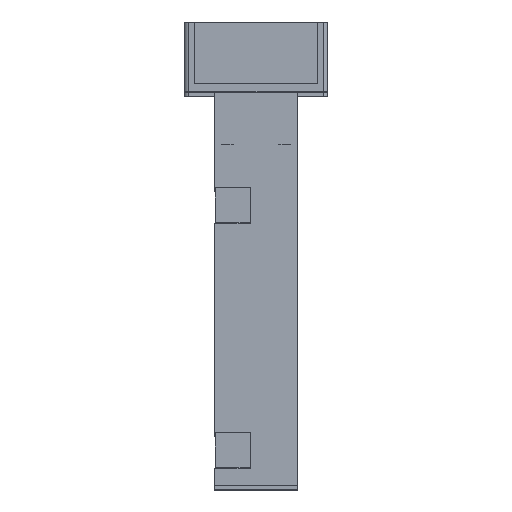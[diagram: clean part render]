
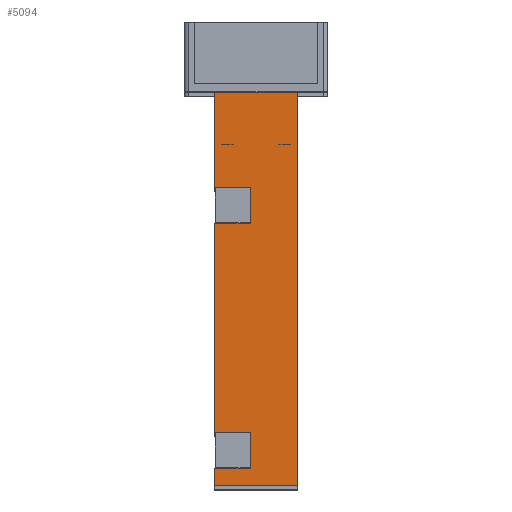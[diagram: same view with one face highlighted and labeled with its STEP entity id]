
A CAD part, top view. The second image highlights one B-rep face of the part: STEP entity #5094.
In plain terms, the highlighted face is planar.
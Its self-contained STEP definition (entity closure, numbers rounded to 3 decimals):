
#297 = VERTEX_POINT ( 'NONE', #5433 ) ;
#300 = VERTEX_POINT ( 'NONE', #5436 ) ;
#309 = VERTEX_POINT ( 'NONE', #5445 ) ;
#310 = VERTEX_POINT ( 'NONE', #5446 ) ;
#1426 = LINE ( 'NONE', #1427, #2041 ) ;
#1427 = CARTESIAN_POINT ( 'NONE',  ( -9.5, 90., 9.5 ) ) ;
#1428 = DIRECTION ( 'NONE',  ( 0., -1., 0. ) ) ;
#1432 = LINE ( 'NONE', #1433, #2043 ) ;
#1433 = CARTESIAN_POINT ( 'NONE',  ( -9.5, 90., 9.5 ) ) ;
#1434 = DIRECTION ( 'NONE',  ( 0., -1., 0. ) ) ;
#1456 = LINE ( 'NONE', #1457, #2052 ) ;
#1457 = CARTESIAN_POINT ( 'NONE',  ( -9.5, 90., -9.5 ) ) ;
#1458 = DIRECTION ( 'NONE',  ( 0., -1., 0. ) ) ;
#1474 = LINE ( 'NONE', #1475, #2058 ) ;
#1475 = CARTESIAN_POINT ( 'NONE',  ( -9.5, 0., -9.5 ) ) ;
#1476 = DIRECTION ( 'NONE',  ( 0., 0., 1. ) ) ;
#1477 = LINE ( 'NONE', #1478, #2059 ) ;
#1478 = CARTESIAN_POINT ( 'NONE',  ( -9.5, 90., -9.5 ) ) ;
#1479 = DIRECTION ( 'NONE',  ( 0., 0., 1. ) ) ;
#1495 = LINE ( 'NONE', #1496, #2065 ) ;
#1496 = CARTESIAN_POINT ( 'NONE',  ( -9.5, 21.8, 1.3 ) ) ;
#1497 = DIRECTION ( 'NONE',  ( 0., 0., 1. ) ) ;
#1504 = LINE ( 'NONE', #1505, #2068 ) ;
#1505 = CARTESIAN_POINT ( 'NONE',  ( -9.5, 30., 1.3 ) ) ;
#1506 = DIRECTION ( 'NONE',  ( 0., -1., 0. ) ) ;
#1507 = LINE ( 'NONE', #1508, #2069 ) ;
#1508 = CARTESIAN_POINT ( 'NONE',  ( -9.5, 30., 9.5 ) ) ;
#1509 = DIRECTION ( 'NONE',  ( 0., 0., -1. ) ) ;
#1510 = LINE ( 'NONE', #1511, #2070 ) ;
#1511 = CARTESIAN_POINT ( 'NONE',  ( -9.5, 90., 9.5 ) ) ;
#1512 = DIRECTION ( 'NONE',  ( 0., -1., 0. ) ) ;
#1513 = LINE ( 'NONE', #1514, #2071 ) ;
#1514 = CARTESIAN_POINT ( 'NONE',  ( -9.5, 86., 9.5 ) ) ;
#1515 = DIRECTION ( 'NONE',  ( 0., 0., -1. ) ) ;
#1540 = LINE ( 'NONE', #1541, #2080 ) ;
#1541 = CARTESIAN_POINT ( 'NONE',  ( -9.5, 77.8, 1.3 ) ) ;
#1542 = DIRECTION ( 'NONE',  ( 0., 0., 1. ) ) ;
#1543 = LINE ( 'NONE', #1544, #2082 ) ;
#1544 = CARTESIAN_POINT ( 'NONE',  ( -9.5, 86., 1.3 ) ) ;
#1545 = DIRECTION ( 'NONE',  ( 0., -1., 0. ) ) ;
#2041 = VECTOR ( 'NONE', #1428, 1000. ) ;
#2043 = VECTOR ( 'NONE', #1434, 1000. ) ;
#2052 = VECTOR ( 'NONE', #1458, 1000. ) ;
#2058 = VECTOR ( 'NONE', #1476, 1000. ) ;
#2059 = VECTOR ( 'NONE', #1479, 1000. ) ;
#2065 = VECTOR ( 'NONE', #1497, 1000. ) ;
#2068 = VECTOR ( 'NONE', #1506, 1000. ) ;
#2069 = VECTOR ( 'NONE', #1509, 1000. ) ;
#2070 = VECTOR ( 'NONE', #1512, 1000. ) ;
#2071 = VECTOR ( 'NONE', #1515, 1000. ) ;
#2080 = VECTOR ( 'NONE', #1542, 1000. ) ;
#2082 = VECTOR ( 'NONE', #1545, 1000. ) ;
#3267 = EDGE_LOOP ( 'NONE', ( #3854, #3853, #3855, #3852, #3851, #3850, #3848, #3849, #3847, #3846, #3845, #3844 ) ) ;
#3500 = VERTEX_POINT ( 'NONE', #5479 ) ;
#3501 = VERTEX_POINT ( 'NONE', #5480 ) ;
#3502 = VERTEX_POINT ( 'NONE', #5481 ) ;
#3505 = VERTEX_POINT ( 'NONE', #5484 ) ;
#3506 = VERTEX_POINT ( 'NONE', #5485 ) ;
#3507 = VERTEX_POINT ( 'NONE', #5486 ) ;
#3512 = VERTEX_POINT ( 'NONE', #5491 ) ;
#3514 = VERTEX_POINT ( 'NONE', #5493 ) ;
#3844 = ORIENTED_EDGE ( 'NONE', *, *, #5289, .T. ) ;
#3845 = ORIENTED_EDGE ( 'NONE', *, *, #5283, .T. ) ;
#3846 = ORIENTED_EDGE ( 'NONE', *, *, #5290, .F. ) ;
#3847 = ORIENTED_EDGE ( 'NONE', *, *, #5301, .F. ) ;
#3848 = ORIENTED_EDGE ( 'NONE', *, *, #5312, .F. ) ;
#3849 = ORIENTED_EDGE ( 'NONE', *, *, #5302, .F. ) ;
#3850 = ORIENTED_EDGE ( 'NONE', *, *, #5311, .F. ) ;
#3851 = ORIENTED_EDGE ( 'NONE', *, *, #5275, .F. ) ;
#3852 = ORIENTED_EDGE ( 'NONE', *, *, #5300, .F. ) ;
#3853 = ORIENTED_EDGE ( 'NONE', *, *, #5296, .F. ) ;
#3854 = ORIENTED_EDGE ( 'NONE', *, *, #5273, .F. ) ;
#3855 = ORIENTED_EDGE ( 'NONE', *, *, #5299, .F. ) ;
#4312 = FACE_OUTER_BOUND ( 'NONE', #3267, .T. ) ;
#4315 = AXIS2_PLACEMENT_3D ( 'NONE', #6201, #6202, #6203 ) ;
#5094 = ADVANCED_FACE ( 'NONE', ( #4312 ), #6200, .F. ) ;
#5273 = EDGE_CURVE ( 'NONE', #297, #300, #1426, .T. ) ;
#5275 = EDGE_CURVE ( 'NONE', #310, #309, #1432, .T. ) ;
#5283 = EDGE_CURVE ( 'NONE', #3500, #3502, #1456, .T. ) ;
#5289 = EDGE_CURVE ( 'NONE', #3502, #300, #1474, .T. ) ;
#5290 = EDGE_CURVE ( 'NONE', #3500, #3501, #1477, .T. ) ;
#5296 = EDGE_CURVE ( 'NONE', #3512, #297, #1495, .T. ) ;
#5299 = EDGE_CURVE ( 'NONE', #3505, #3512, #1504, .T. ) ;
#5300 = EDGE_CURVE ( 'NONE', #309, #3505, #1507, .T. ) ;
#5301 = EDGE_CURVE ( 'NONE', #3501, #3506, #1510, .T. ) ;
#5302 = EDGE_CURVE ( 'NONE', #3506, #3507, #1513, .T. ) ;
#5311 = EDGE_CURVE ( 'NONE', #3514, #310, #1540, .T. ) ;
#5312 = EDGE_CURVE ( 'NONE', #3507, #3514, #1543, .T. ) ;
#5433 = CARTESIAN_POINT ( 'NONE',  ( -9.5, 21.8, 9.5 ) ) ;
#5436 = CARTESIAN_POINT ( 'NONE',  ( -9.5, 0., 9.5 ) ) ;
#5445 = CARTESIAN_POINT ( 'NONE',  ( -9.5, 30., 9.5 ) ) ;
#5446 = CARTESIAN_POINT ( 'NONE',  ( -9.5, 77.8, 9.5 ) ) ;
#5479 = CARTESIAN_POINT ( 'NONE',  ( -9.5, 90., -9.5 ) ) ;
#5480 = CARTESIAN_POINT ( 'NONE',  ( -9.5, 90., 9.5 ) ) ;
#5481 = CARTESIAN_POINT ( 'NONE',  ( -9.5, 0., -9.5 ) ) ;
#5484 = CARTESIAN_POINT ( 'NONE',  ( -9.5, 30., 1.3 ) ) ;
#5485 = CARTESIAN_POINT ( 'NONE',  ( -9.5, 86., 9.5 ) ) ;
#5486 = CARTESIAN_POINT ( 'NONE',  ( -9.5, 86., 1.3 ) ) ;
#5491 = CARTESIAN_POINT ( 'NONE',  ( -9.5, 21.8, 1.3 ) ) ;
#5493 = CARTESIAN_POINT ( 'NONE',  ( -9.5, 77.8, 1.3 ) ) ;
#6200 = PLANE ( 'NONE',  #4315 ) ;
#6201 = CARTESIAN_POINT ( 'NONE',  ( -9.5, 90., -9.5 ) ) ;
#6202 = DIRECTION ( 'NONE',  ( 1., 0., 0. ) ) ;
#6203 = DIRECTION ( 'NONE',  ( 0., 0., -1. ) ) ;
